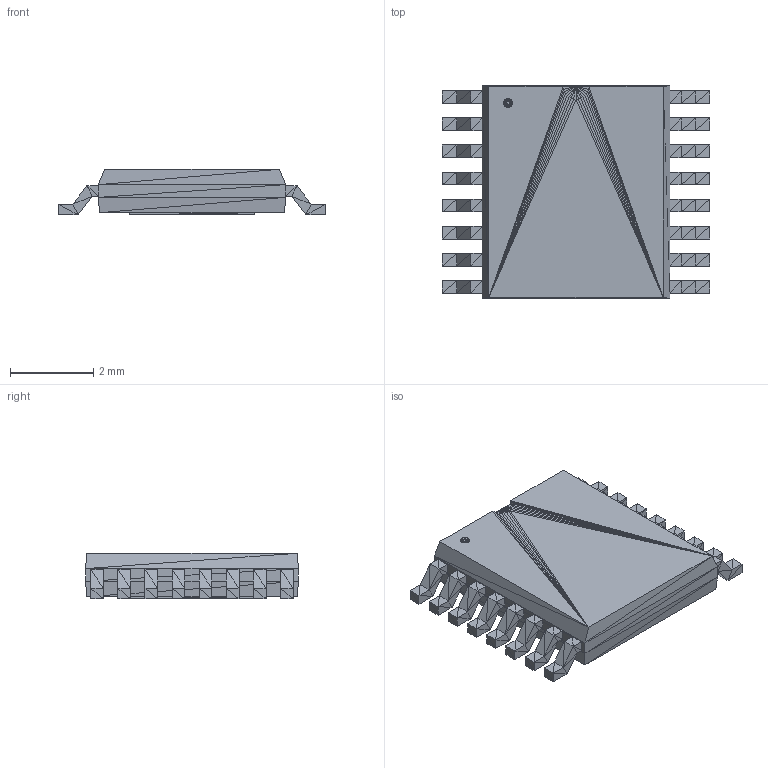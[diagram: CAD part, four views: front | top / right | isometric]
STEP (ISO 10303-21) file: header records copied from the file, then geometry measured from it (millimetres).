
FILE_DESCRIPTION(('STEP AP214'),'1');
FILE_NAME('MXA16A','2018-02-11T13:18:52',(''),(''),'','','');
FILE_SCHEMA(('AUTOMOTIVE_DESIGN'));
Length unit declared in the file: millimetre
Products named in the file (1): product
Bounding box: 6.4 x 5.11 x 1.09 mm (x, y, z)
Surface area: 105.8 mm2 (no closed solid volume)
Topology: 0 solids, 689 shells, 689 faces, 2067 edges, 2067 vertices
Faces by surface type: plane 689
Entity records: 22796 total; most frequent: CARTESIAN_POINT 4824, DIRECTION 3447, ORIENTED_EDGE 2067, EDGE_CURVE 2067, VERTEX_POINT 2067, LINE 2067, VECTOR 2067, AXIS2_PLACEMENT_3D 690
